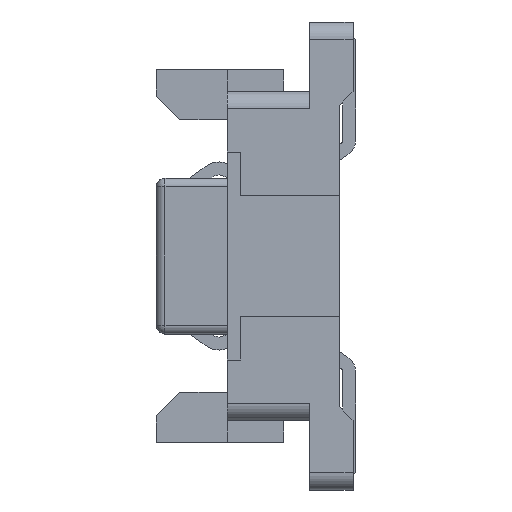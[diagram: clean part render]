
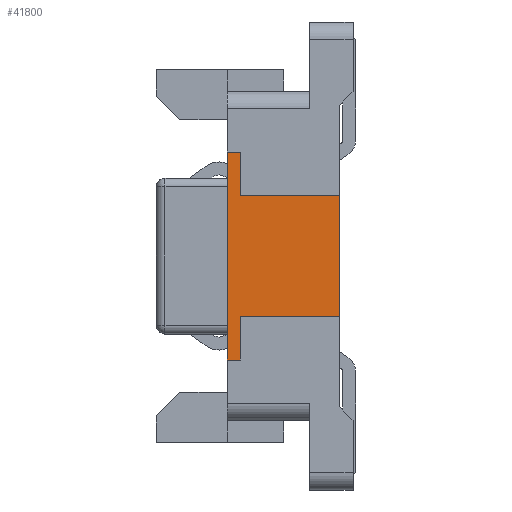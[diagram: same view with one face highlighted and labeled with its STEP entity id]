
A CAD part, left-side view. The second image highlights one B-rep face of the part: STEP entity #41800.
In plain terms, the highlighted planar face has unit normal (-1, 0, 0).
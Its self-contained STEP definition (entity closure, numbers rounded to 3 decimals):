
#128=DIRECTION('',(0.,0.,-1.));
#129=VECTOR('',#128,1.4);
#130=CARTESIAN_POINT('',(-7.6,-0.975,0.7));
#131=LINE('',#130,#129);
#648=DIRECTION('',(0.,0.,-1.));
#649=VECTOR('',#648,0.3);
#650=CARTESIAN_POINT('',(-7.6,-0.635,-0.7));
#651=LINE('',#650,#649);
#656=DIRECTION('',(0.,0.,-1.));
#657=VECTOR('',#656,0.3);
#658=CARTESIAN_POINT('',(-7.6,-0.635,1.));
#659=LINE('',#658,#657);
#760=DIRECTION('',(0.,0.,-1.));
#761=VECTOR('',#760,0.1);
#762=CARTESIAN_POINT('',(-7.6,0.165,1.2));
#763=LINE('',#762,#761);
#788=DIRECTION('',(0.,0.,-1.));
#789=VECTOR('',#788,0.1);
#790=CARTESIAN_POINT('',(-7.6,0.165,-1.1));
#791=LINE('',#790,#789);
#952=DIRECTION('',(0.,0.,-1.));
#953=VECTOR('',#952,2.4);
#954=CARTESIAN_POINT('',(-7.6,0.315,1.2));
#955=LINE('',#954,#953);
#15283=DIRECTION('',(0.,-1.,0.));
#15284=VECTOR('',#15283,0.15);
#15285=CARTESIAN_POINT('',(-7.6,0.315,1.2));
#15286=LINE('',#15285,#15284);
#15287=DIRECTION('',(0.,-1.,0.));
#15288=VECTOR('',#15287,0.7);
#15289=CARTESIAN_POINT('',(-7.6,0.065,1.));
#15290=LINE('',#15289,#15288);
#15291=DIRECTION('',(0.,-1.,0.));
#15292=VECTOR('',#15291,0.34);
#15293=CARTESIAN_POINT('',(-7.6,-0.635,0.7));
#15294=LINE('',#15293,#15292);
#15299=DIRECTION('',(0.,-1.,0.));
#15300=VECTOR('',#15299,0.7);
#15301=CARTESIAN_POINT('',(-7.6,0.065,-1.));
#15302=LINE('',#15301,#15300);
#15303=DIRECTION('',(0.,-0.707,0.707));
#15304=VECTOR('',#15303,0.141);
#15305=CARTESIAN_POINT('',(-7.6,0.165,-1.1));
#15306=LINE('',#15305,#15304);
#15319=DIRECTION('',(0.,-1.,0.));
#15320=VECTOR('',#15319,0.34);
#15321=CARTESIAN_POINT('',(-7.6,-0.635,-0.7));
#15322=LINE('',#15321,#15320);
#15327=DIRECTION('',(0.,-1.,0.));
#15328=VECTOR('',#15327,0.15);
#15329=CARTESIAN_POINT('',(-7.6,0.315,-1.2));
#15330=LINE('',#15329,#15328);
#15335=DIRECTION('',(0.,0.707,0.707));
#15336=VECTOR('',#15335,0.141);
#15337=CARTESIAN_POINT('',(-7.6,0.065,1.));
#15338=LINE('',#15337,#15336);
#15664=CARTESIAN_POINT('',(-7.6,-0.975,0.7));
#15666=VERTEX_POINT('',#15664);
#15667=CARTESIAN_POINT('',(-7.6,-0.975,-0.7));
#15668=VERTEX_POINT('',#15667);
#15691=CARTESIAN_POINT('',(-7.6,0.315,1.2));
#15692=VERTEX_POINT('',#15691);
#15693=CARTESIAN_POINT('',(-7.6,0.315,-1.2));
#15694=VERTEX_POINT('',#15693);
#15699=CARTESIAN_POINT('',(-7.6,0.165,1.2));
#15700=VERTEX_POINT('',#15699);
#15701=CARTESIAN_POINT('',(-7.6,0.165,-1.2));
#15702=VERTEX_POINT('',#15701);
#15703=CARTESIAN_POINT('',(-7.6,-0.635,-1.));
#15705=VERTEX_POINT('',#15703);
#15708=CARTESIAN_POINT('',(-7.6,-0.635,1.));
#15710=VERTEX_POINT('',#15708);
#15715=CARTESIAN_POINT('',(-7.6,-0.635,0.7));
#15716=VERTEX_POINT('',#15715);
#15717=CARTESIAN_POINT('',(-7.6,-0.635,-0.7));
#15718=VERTEX_POINT('',#15717);
#15799=CARTESIAN_POINT('',(-7.6,0.165,1.1));
#15801=VERTEX_POINT('',#15799);
#15803=CARTESIAN_POINT('',(-7.6,0.065,1.));
#15805=VERTEX_POINT('',#15803);
#15819=CARTESIAN_POINT('',(-7.6,0.065,-1.));
#15820=VERTEX_POINT('',#15819);
#15821=CARTESIAN_POINT('',(-7.6,0.165,-1.1));
#15822=VERTEX_POINT('',#15821);
#41773=CARTESIAN_POINT('',(-7.6,-0.635,0.7));
#41774=DIRECTION('',(1.,0.,0.));
#41775=DIRECTION('',(0.,0.,-1.));
#41776=AXIS2_PLACEMENT_3D('',#41773,#41774,#41775);
#41777=PLANE('',#41776);
#41779=ORIENTED_EDGE('',*,*,#41778,.F.);
#41781=ORIENTED_EDGE('',*,*,#41780,.F.);
#41782=ORIENTED_EDGE('',*,*,#21340,.T.);
#41784=ORIENTED_EDGE('',*,*,#41783,.F.);
#41785=ORIENTED_EDGE('',*,*,#21507,.F.);
#41786=ORIENTED_EDGE('',*,*,#41767,.T.);
#41787=ORIENTED_EDGE('',*,*,#21318,.T.);
#41789=ORIENTED_EDGE('',*,*,#41788,.F.);
#41791=ORIENTED_EDGE('',*,*,#41790,.T.);
#41792=ORIENTED_EDGE('',*,*,#21173,.T.);
#41793=ORIENTED_EDGE('',*,*,#21065,.T.);
#41794=ORIENTED_EDGE('',*,*,#20568,.T.);
#41796=ORIENTED_EDGE('',*,*,#41795,.F.);
#41797=ORIENTED_EDGE('',*,*,#21159,.T.);
#41798=EDGE_LOOP('',(#41779,#41781,#41782,#41784,#41785,#41786,#41787,#41789,
#41791,#41792,#41793,#41794,#41796,#41797));
#41799=FACE_OUTER_BOUND('',#41798,.F.);
#41800=ADVANCED_FACE('',(#41799),#41777,.F.);
#20568=EDGE_CURVE('',#15666,#15668,#131,.T.);
#21065=EDGE_CURVE('',#15716,#15666,#15294,.T.);
#21159=EDGE_CURVE('',#15718,#15705,#651,.T.);
#21173=EDGE_CURVE('',#15710,#15716,#659,.T.);
#21318=EDGE_CURVE('',#15700,#15801,#763,.T.);
#21340=EDGE_CURVE('',#15822,#15702,#791,.T.);
#21507=EDGE_CURVE('',#15692,#15694,#955,.T.);
#41767=EDGE_CURVE('',#15692,#15700,#15286,.T.);
#41778=EDGE_CURVE('',#15820,#15705,#15302,.T.);
#41780=EDGE_CURVE('',#15822,#15820,#15306,.T.);
#41783=EDGE_CURVE('',#15694,#15702,#15330,.T.);
#41788=EDGE_CURVE('',#15805,#15801,#15338,.T.);
#41790=EDGE_CURVE('',#15805,#15710,#15290,.T.);
#41795=EDGE_CURVE('',#15718,#15668,#15322,.T.);
